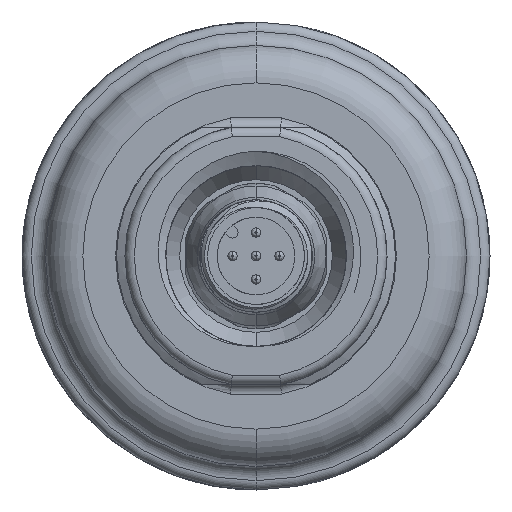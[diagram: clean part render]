
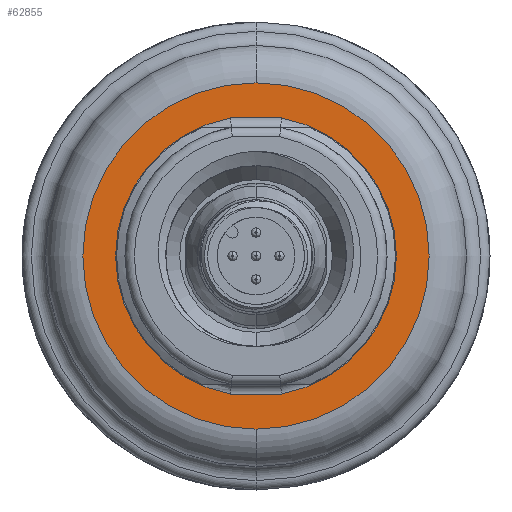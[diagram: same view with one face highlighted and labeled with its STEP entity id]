
A CAD part, front view. The second image highlights one B-rep face of the part: STEP entity #62855.
In plain terms, the highlighted planar face has unit normal (0, -1, 0).
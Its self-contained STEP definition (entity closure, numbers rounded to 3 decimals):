
#38628=CARTESIAN_POINT('',(0.,-3.,0.));
#38629=DIRECTION('',(0.,-1.,0.));
#38630=DIRECTION('',(-0.182,0.,0.983));
#38631=AXIS2_PLACEMENT_3D('',#38628,#38629,#38630);
#38633=DIRECTION('',(1.,0.,0.));
#38634=VECTOR('',#38633,5.454);
#38635=CARTESIAN_POINT('',(-2.727,-3.,-14.75));
#38636=LINE('',#38635,#38634);
#38637=CARTESIAN_POINT('',(0.,-3.,0.));
#38638=DIRECTION('',(0.,-1.,0.));
#38639=DIRECTION('',(0.182,0.,-0.983));
#38640=AXIS2_PLACEMENT_3D('',#38637,#38638,#38639);
#38642=DIRECTION('',(-1.,0.,0.));
#38643=VECTOR('',#38642,5.454);
#38644=CARTESIAN_POINT('',(2.727,-3.,14.75));
#38645=LINE('',#38644,#38643);
#38646=CARTESIAN_POINT('',(0.,-3.,0.));
#38647=DIRECTION('',(0.,-1.,0.));
#38648=DIRECTION('',(0.,0.,-1.));
#38649=AXIS2_PLACEMENT_3D('',#38646,#38647,#38648);
#38651=CARTESIAN_POINT('',(0.,-3.,0.));
#38652=DIRECTION('',(0.,-1.,0.));
#38653=DIRECTION('',(0.,0.,1.));
#38654=AXIS2_PLACEMENT_3D('',#38651,#38652,#38653);
#41828=CARTESIAN_POINT('',(-2.727,-3.,14.75));
#41829=CARTESIAN_POINT('',(-2.727,-3.,-14.75));
#41830=VERTEX_POINT('',#41828);
#41831=VERTEX_POINT('',#41829);
#41836=CARTESIAN_POINT('',(2.727,-3.,-14.75));
#41837=CARTESIAN_POINT('',(2.727,-3.,14.75));
#41838=VERTEX_POINT('',#41836);
#41839=VERTEX_POINT('',#41837);
#42196=CARTESIAN_POINT('',(0.,-3.,-18.5));
#42197=CARTESIAN_POINT('',(0.,-3.,18.5));
#42198=VERTEX_POINT('',#42196);
#42199=VERTEX_POINT('',#42197);
#62836=CARTESIAN_POINT('',(0.,-3.,0.));
#62837=DIRECTION('',(0.,-1.,0.));
#62838=DIRECTION('',(0.,0.,1.));
#62839=AXIS2_PLACEMENT_3D('',#62836,#62837,#62838);
#62840=PLANE('',#62839);
#62842=ORIENTED_EDGE('',*,*,#62841,.F.);
#62844=ORIENTED_EDGE('',*,*,#62843,.F.);
#62845=EDGE_LOOP('',(#62842,#62844));
#62846=FACE_OUTER_BOUND('',#62845,.F.);
#62848=ORIENTED_EDGE('',*,*,#62847,.T.);
#62849=ORIENTED_EDGE('',*,*,#62814,.T.);
#62850=ORIENTED_EDGE('',*,*,#62827,.T.);
#62852=ORIENTED_EDGE('',*,*,#62851,.T.);
#62853=EDGE_LOOP('',(#62848,#62849,#62850,#62852));
#62854=FACE_BOUND('',#62853,.F.);
#62855=ADVANCED_FACE('',(#62846,#62854),#62840,.T.);
#38632=CIRCLE('',#38631,15.);
#38641=CIRCLE('',#38640,15.);
#38650=CIRCLE('',#38649,18.5);
#38655=CIRCLE('',#38654,18.5);
#62814=EDGE_CURVE('',#41831,#41838,#38636,.T.);
#62827=EDGE_CURVE('',#41838,#41839,#38641,.T.);
#62841=EDGE_CURVE('',#42198,#42199,#38650,.T.);
#62843=EDGE_CURVE('',#42199,#42198,#38655,.T.);
#62847=EDGE_CURVE('',#41830,#41831,#38632,.T.);
#62851=EDGE_CURVE('',#41839,#41830,#38645,.T.);
